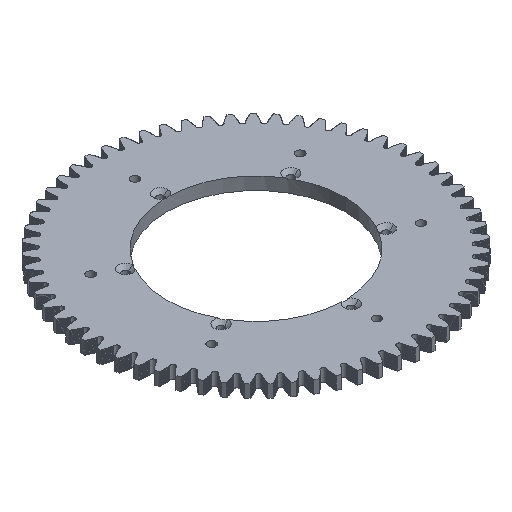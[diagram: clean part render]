
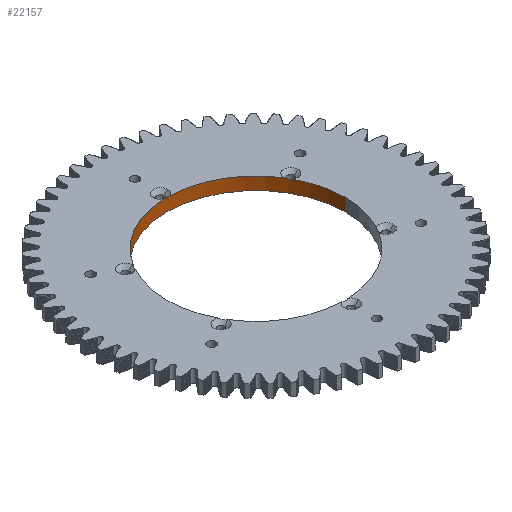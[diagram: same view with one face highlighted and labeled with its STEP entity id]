
A CAD part, isometric view. The second image highlights one B-rep face of the part: STEP entity #22157.
In plain terms, the highlighted cylindrical face has radius 70 mm (diameter 140 mm), a partial arc.
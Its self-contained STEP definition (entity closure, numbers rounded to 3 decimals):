
#1023 = VERTEX_POINT ( 'NONE', #7844 ) ;
#1733 = CARTESIAN_POINT ( 'NONE',  ( -70., 0., 0. ) ) ;
#4866 = CARTESIAN_POINT ( 'NONE',  ( -60.406, 35.372, 9.415 ) ) ;
#4893 = EDGE_CURVE ( 'NONE', #69419, #81407, #72190, .T. ) ;
#4953 = CARTESIAN_POINT ( 'NONE',  ( 61.042, 34.263, 9.472 ) ) ;
#5736 = ORIENTED_EDGE ( 'NONE', *, *, #4893, .T. ) ;
#6122 = DIRECTION ( 'NONE',  ( 1., 0., 0. ) ) ;
#6561 = CARTESIAN_POINT ( 'NONE',  ( -1.653, 69.982, 9.669 ) ) ;
#7136 = CARTESIAN_POINT ( 'NONE',  ( 0.849, 69.995, 9.472 ) ) ;
#7477 = CIRCLE ( 'NONE', #11710, 70. ) ;
#7498 = CARTESIAN_POINT ( 'NONE',  ( -70., 0., 0. ) ) ;
#7844 = CARTESIAN_POINT ( 'NONE',  ( -70., 0., 10. ) ) ;
#11041 = DIRECTION ( 'NONE',  ( 1., 0., 0. ) ) ;
#11054 = AXIS2_PLACEMENT_3D ( 'NONE', #65128, #52714, #6122 ) ;
#11224 = CARTESIAN_POINT ( 'NONE',  ( -61.803, 32.869, 10. ) ) ;
#11418 = DIRECTION ( 'NONE',  ( 1., 0., 0. ) ) ;
#11710 = AXIS2_PLACEMENT_3D ( 'NONE', #65962, #46882, #13334 ) ;
#11740 = EDGE_CURVE ( 'NONE', #59265, #42549, #25614, .T. ) ;
#12168 = CARTESIAN_POINT ( 'NONE',  ( 60.836, 34.627, 9.415 ) ) ;
#13334 = DIRECTION ( 'NONE',  ( 1., 0., 0. ) ) ;
#18414 = ORIENTED_EDGE ( 'NONE', *, *, #70732, .T. ) ;
#18451 = CARTESIAN_POINT ( 'NONE',  ( -61.035, 34.278, 9.457 ) ) ;
#18537 = CARTESIAN_POINT ( 'NONE',  ( 60.414, 35.361, 9.399 ) ) ;
#21185 = AXIS2_PLACEMENT_3D ( 'NONE', #52482, #77908, #44954 ) ;
#21241 = ORIENTED_EDGE ( 'NONE', *, *, #52017, .T. ) ;
#22157 = ADVANCED_FACE ( 'NONE', ( #54769 ), #79669, .F. ) ;
#22698 = EDGE_CURVE ( 'NONE', #44232, #36523, #37053, .T. ) ;
#24449 = ORIENTED_EDGE ( 'NONE', *, *, #68853, .F. ) ;
#25078 = CARTESIAN_POINT ( 'NONE',  ( -61.432, 33.559, 9.669 ) ) ;
#25235 = EDGE_LOOP ( 'NONE', ( #52210, #24449, #85898, #56353, #5736, #77033, #21241, #18414, #72702, #60321 ) ) ;
#25453 = CARTESIAN_POINT ( 'NONE',  ( 61.142, 34.083, 9.514 ) ) ;
#25586 = VERTEX_POINT ( 'NONE', #54579 ) ;
#25614 = B_SPLINE_CURVE_WITH_KNOTS ( 'NONE', 3,
 ( #84674, #66196, #50860, #44775, #45053, #4866, #50577, #38137, #18451, #25078, #71075, #11224 ),
 .UNSPECIFIED., .F., .F.,
 ( 4, 2, 2, 2, 2, 4 ),
 ( 0., 0.001, 0.002, 0.003, 0.004, 0.005 ),
 .UNSPECIFIED. ) ;
#26249 = EDGE_CURVE ( 'NONE', #36523, #69419, #46787, .T. ) ;
#27107 = CIRCLE ( 'NONE', #63203, 70. ) ;
#30325 = EDGE_CURVE ( 'NONE', #81407, #85119, #27107, .T. ) ;
#32081 = CARTESIAN_POINT ( 'NONE',  ( 61.436, 33.553, 9.672 ) ) ;
#32242 = CARTESIAN_POINT ( 'NONE',  ( 61.803, 32.869, 10. ) ) ;
#34689 = CARTESIAN_POINT ( 'NONE',  ( 2.436, 69.958, 10. ) ) ;
#36523 = VERTEX_POINT ( 'NONE', #67090 ) ;
#37053 = LINE ( 'NONE', #38893, #70264 ) ;
#37558 = CARTESIAN_POINT ( 'NONE',  ( 1.054, 69.992, 9.514 ) ) ;
#38107 = CARTESIAN_POINT ( 'NONE',  ( 0., 0., 10. ) ) ;
#38137 = CARTESIAN_POINT ( 'NONE',  ( -60.83, 34.639, 9.399 ) ) ;
#38801 = CARTESIAN_POINT ( 'NONE',  ( 0., 0., 10. ) ) ;
#38893 = CARTESIAN_POINT ( 'NONE',  ( 70., 0., 0. ) ) ;
#40124 = CARTESIAN_POINT ( 'NONE',  ( -0.832, 69.996, 9.457 ) ) ;
#42549 = VERTEX_POINT ( 'NONE', #64948 ) ;
#43944 = CARTESIAN_POINT ( 'NONE',  ( 0., 0., 10. ) ) ;
#44048 = DIRECTION ( 'NONE',  ( 0., 0., 1. ) ) ;
#44232 = VERTEX_POINT ( 'NONE', #64296 ) ;
#44775 = CARTESIAN_POINT ( 'NONE',  ( -60.088, 35.909, 9.514 ) ) ;
#44954 = DIRECTION ( 'NONE',  ( 1., 0., 0. ) ) ;
#45053 = CARTESIAN_POINT ( 'NONE',  ( -60.193, 35.733, 9.472 ) ) ;
#45149 = CARTESIAN_POINT ( 'NONE',  ( 60.202, 35.719, 9.457 ) ) ;
#45449 = CARTESIAN_POINT ( 'NONE',  ( 61.803, 32.869, 10. ) ) ;
#45649 = CARTESIAN_POINT ( 'NONE',  ( -0.416, 70., 9.399 ) ) ;
#46787 = CIRCLE ( 'NONE', #49163, 70. ) ;
#46882 = DIRECTION ( 'NONE',  ( 0., 0., 1. ) ) ;
#49163 = AXIS2_PLACEMENT_3D ( 'NONE', #43944, #63022, #63567 ) ;
#50577 = CARTESIAN_POINT ( 'NONE',  ( -60.513, 35.188, 9.4 ) ) ;
#50860 = CARTESIAN_POINT ( 'NONE',  ( -59.775, 36.429, 9.672 ) ) ;
#51228 = CARTESIAN_POINT ( 'NONE',  ( 59.779, 36.422, 9.669 ) ) ;
#52017 = EDGE_CURVE ( 'NONE', #85119, #25586, #70469, .T. ) ;
#52210 = ORIENTED_EDGE ( 'NONE', *, *, #52762, .F. ) ;
#52295 = CARTESIAN_POINT ( 'NONE',  ( -2.051, 69.971, 9.82 ) ) ;
#52394 = VECTOR ( 'NONE', #67355, 1000. ) ;
#52482 = CARTESIAN_POINT ( 'NONE',  ( 0., 0., 10. ) ) ;
#52714 = DIRECTION ( 'NONE',  ( 0., 0., 1. ) ) ;
#52762 = EDGE_CURVE ( 'NONE', #62802, #1023, #59631, .T. ) ;
#52792 = DIRECTION ( 'NONE',  ( 0., 0., 1. ) ) ;
#53561 = CARTESIAN_POINT ( 'NONE',  ( -59.367, 37.088, 10. ) ) ;
#54579 = CARTESIAN_POINT ( 'NONE',  ( -2.436, 69.958, 10. ) ) ;
#54769 = FACE_OUTER_BOUND ( 'NONE', #25235, .T. ) ;
#56002 = CIRCLE ( 'NONE', #58630, 70. ) ;
#56353 = ORIENTED_EDGE ( 'NONE', *, *, #26249, .T. ) ;
#58370 = CARTESIAN_POINT ( 'NONE',  ( 2.052, 69.971, 9.821 ) ) ;
#58630 = AXIS2_PLACEMENT_3D ( 'NONE', #38801, #44048, #11041 ) ;
#59047 = CARTESIAN_POINT ( 'NONE',  ( 59.571, 36.762, 9.82 ) ) ;
#59265 = VERTEX_POINT ( 'NONE', #53561 ) ;
#59631 = LINE ( 'NONE', #7498, #52394 ) ;
#59820 = CARTESIAN_POINT ( 'NONE',  ( -2.436, 69.958, 10. ) ) ;
#60321 = ORIENTED_EDGE ( 'NONE', *, *, #61877, .T. ) ;
#61877 = EDGE_CURVE ( 'NONE', #42549, #1023, #56002, .T. ) ;
#62802 = VERTEX_POINT ( 'NONE', #1733 ) ;
#63022 = DIRECTION ( 'NONE',  ( 0., 0., 1. ) ) ;
#63047 = CARTESIAN_POINT ( 'NONE',  ( 59.367, 37.088, 10. ) ) ;
#63203 = AXIS2_PLACEMENT_3D ( 'NONE', #38107, #84643, #11418 ) ;
#63567 = DIRECTION ( 'NONE',  ( 1., 0., 0. ) ) ;
#64296 = CARTESIAN_POINT ( 'NONE',  ( 70., 0., 0. ) ) ;
#64424 = CARTESIAN_POINT ( 'NONE',  ( 2.436, 69.958, 10. ) ) ;
#64803 = CARTESIAN_POINT ( 'NONE',  ( 59.367, 37.088, 10. ) ) ;
#64948 = CARTESIAN_POINT ( 'NONE',  ( -61.803, 32.869, 10. ) ) ;
#65094 = CARTESIAN_POINT ( 'NONE',  ( 61.623, 33.208, 9.821 ) ) ;
#65128 = CARTESIAN_POINT ( 'NONE',  ( 0., 0., 0. ) ) ;
#65962 = CARTESIAN_POINT ( 'NONE',  ( 0., 0., 0. ) ) ;
#66196 = CARTESIAN_POINT ( 'NONE',  ( -59.57, 36.763, 9.821 ) ) ;
#67090 = CARTESIAN_POINT ( 'NONE',  ( 70., 0., 10. ) ) ;
#67355 = DIRECTION ( 'NONE',  ( 0., 0., 1. ) ) ;
#68853 = EDGE_CURVE ( 'NONE', #44232, #62802, #7477, .T. ) ;
#69419 = VERTEX_POINT ( 'NONE', #32242 ) ;
#70264 = VECTOR ( 'NONE', #52792, 1000. ) ;
#70469 = B_SPLINE_CURVE_WITH_KNOTS ( 'NONE', 3,
 ( #64424, #58370, #84967, #37558, #7136, #72226, #78599, #45649, #40124, #6561, #52295, #59820 ),
 .UNSPECIFIED., .F., .F.,
 ( 4, 2, 2, 2, 2, 4 ),
 ( 0., 0.001, 0.002, 0.003, 0.004, 0.005 ),
 .UNSPECIFIED. ) ;
#70732 = EDGE_CURVE ( 'NONE', #25586, #59265, #74564, .T. ) ;
#71075 = CARTESIAN_POINT ( 'NONE',  ( -61.622, 33.209, 9.82 ) ) ;
#72190 = B_SPLINE_CURVE_WITH_KNOTS ( 'NONE', 3,
 ( #45449, #65094, #32081, #25453, #4953, #12168, #85056, #18537, #45149, #51228, #59047, #64803 ),
 .UNSPECIFIED., .F., .F.,
 ( 4, 2, 2, 2, 2, 4 ),
 ( 0., 0.001, 0.002, 0.003, 0.004, 0.005 ),
 .UNSPECIFIED. ) ;
#72226 = CARTESIAN_POINT ( 'NONE',  ( 0.431, 69.999, 9.415 ) ) ;
#72702 = ORIENTED_EDGE ( 'NONE', *, *, #11740, .T. ) ;
#74564 = CIRCLE ( 'NONE', #21185, 70. ) ;
#77033 = ORIENTED_EDGE ( 'NONE', *, *, #30325, .T. ) ;
#77908 = DIRECTION ( 'NONE',  ( 0., 0., 1. ) ) ;
#78599 = CARTESIAN_POINT ( 'NONE',  ( 0.217, 70., 9.4 ) ) ;
#79669 = CYLINDRICAL_SURFACE ( 'NONE', #11054, 70. ) ;
#81407 = VERTEX_POINT ( 'NONE', #63047 ) ;
#84643 = DIRECTION ( 'NONE',  ( 0., 0., 1. ) ) ;
#84674 = CARTESIAN_POINT ( 'NONE',  ( -59.367, 37.088, 10. ) ) ;
#84967 = CARTESIAN_POINT ( 'NONE',  ( 1.661, 69.981, 9.672 ) ) ;
#85056 = CARTESIAN_POINT ( 'NONE',  ( 60.73, 34.812, 9.4 ) ) ;
#85119 = VERTEX_POINT ( 'NONE', #34689 ) ;
#85898 = ORIENTED_EDGE ( 'NONE', *, *, #22698, .T. ) ;
